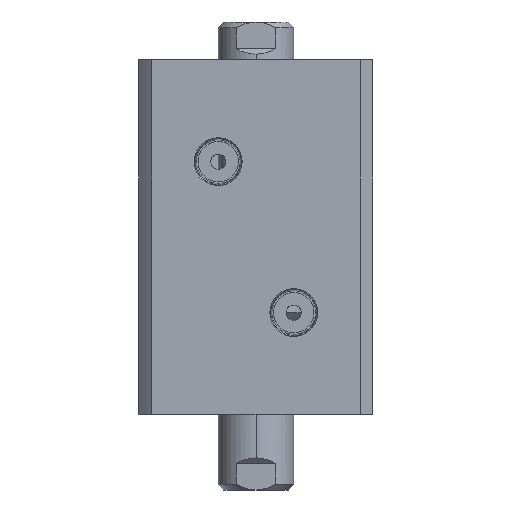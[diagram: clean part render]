
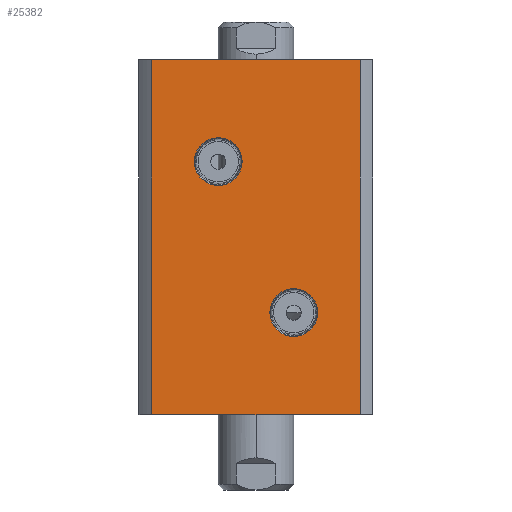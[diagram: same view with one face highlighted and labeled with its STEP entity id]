
A CAD part, left-side view. The second image highlights one B-rep face of the part: STEP entity #25382.
In plain terms, the highlighted planar face has unit normal (-1, 0, 0).
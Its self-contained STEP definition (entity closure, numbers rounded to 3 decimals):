
#122 = CARTESIAN_POINT ( 'NONE',  ( -31., 10., 26.335 ) ) ;
#368 = CARTESIAN_POINT ( 'NONE',  ( -31., 27.591, 47. ) ) ;
#740 = EDGE_CURVE ( 'NONE', #1916, #17818, #2252, .T. ) ;
#814 = VECTOR ( 'NONE', #7383, 1000. ) ;
#995 = CARTESIAN_POINT ( 'NONE',  ( -31., -10., -20. ) ) ;
#1554 = ORIENTED_EDGE ( 'NONE', *, *, #13342, .F. ) ;
#1610 = VECTOR ( 'NONE', #9215, 1000. ) ;
#1916 = VERTEX_POINT ( 'NONE', #9728 ) ;
#2149 = CARTESIAN_POINT ( 'NONE',  ( -31., -10., -26.335 ) ) ;
#2252 = LINE ( 'NONE', #14860, #1610 ) ;
#2763 = FACE_BOUND ( 'NONE', #20008, .T. ) ;
#2954 = ORIENTED_EDGE ( 'NONE', *, *, #6288, .F. ) ;
#3087 = CARTESIAN_POINT ( 'NONE',  ( -31., -10., -20. ) ) ;
#3137 = ORIENTED_EDGE ( 'NONE', *, *, #740, .T. ) ;
#4078 = EDGE_LOOP ( 'NONE', ( #3137, #10610, #1554, #8489 ) ) ;
#4438 = DIRECTION ( 'NONE',  ( 0., 1., 0. ) ) ;
#5176 = DIRECTION ( 'NONE',  ( 0., 0., 1. ) ) ;
#5288 = LINE ( 'NONE', #21279, #24065 ) ;
#5304 = VERTEX_POINT ( 'NONE', #2149 ) ;
#5346 = VERTEX_POINT ( 'NONE', #22764 ) ;
#5541 = CARTESIAN_POINT ( 'NONE',  ( -31., 10., 13.665 ) ) ;
#6288 = EDGE_CURVE ( 'NONE', #16316, #18053, #19578, .T. ) ;
#6530 = DIRECTION ( 'NONE',  ( 0., -1., 0. ) ) ;
#6974 = AXIS2_PLACEMENT_3D ( 'NONE', #25155, #21001, #8592 ) ;
#7160 = CARTESIAN_POINT ( 'NONE',  ( -31., -27.591, -47. ) ) ;
#7383 = DIRECTION ( 'NONE',  ( 0., 0., -1. ) ) ;
#7571 = VERTEX_POINT ( 'NONE', #23002 ) ;
#7644 = EDGE_CURVE ( 'NONE', #25946, #5304, #16654, .T. ) ;
#8221 = EDGE_CURVE ( 'NONE', #7571, #17818, #5288, .T. ) ;
#8489 = ORIENTED_EDGE ( 'NONE', *, *, #25668, .T. ) ;
#8592 = DIRECTION ( 'NONE',  ( 0., 0., 1. ) ) ;
#9215 = DIRECTION ( 'NONE',  ( 0., -1., 0. ) ) ;
#9400 = CARTESIAN_POINT ( 'NONE',  ( -31., 27.591, 47. ) ) ;
#9728 = CARTESIAN_POINT ( 'NONE',  ( -31., 27.591, -47. ) ) ;
#10300 = CARTESIAN_POINT ( 'NONE',  ( -31., 27.591, 47. ) ) ;
#10610 = ORIENTED_EDGE ( 'NONE', *, *, #8221, .F. ) ;
#11452 = AXIS2_PLACEMENT_3D ( 'NONE', #3087, #17574, #5176 ) ;
#11792 = VECTOR ( 'NONE', #6530, 1000. ) ;
#12512 = FACE_OUTER_BOUND ( 'NONE', #4078, .T. ) ;
#12840 = ORIENTED_EDGE ( 'NONE', *, *, #19998, .F. ) ;
#13056 = DIRECTION ( 'NONE',  ( 1., 0., 0. ) ) ;
#13342 = EDGE_CURVE ( 'NONE', #5346, #7571, #20845, .T. ) ;
#13802 = EDGE_CURVE ( 'NONE', #5304, #25946, #19522, .T. ) ;
#14482 = CARTESIAN_POINT ( 'NONE',  ( -31., -10., -13.665 ) ) ;
#14860 = CARTESIAN_POINT ( 'NONE',  ( -31., 27.591, -47. ) ) ;
#15350 = AXIS2_PLACEMENT_3D ( 'NONE', #368, #13056, #4438 ) ;
#15478 = DIRECTION ( 'NONE',  ( 0., 0., 1. ) ) ;
#16316 = VERTEX_POINT ( 'NONE', #122 ) ;
#16514 = CIRCLE ( 'NONE', #17002, 6.335 ) ;
#16654 = CIRCLE ( 'NONE', #26740, 6.335 ) ;
#17002 = AXIS2_PLACEMENT_3D ( 'NONE', #17392, #17476, #23713 ) ;
#17392 = CARTESIAN_POINT ( 'NONE',  ( -31., 10., 20. ) ) ;
#17476 = DIRECTION ( 'NONE',  ( -1., 0., 0. ) ) ;
#17574 = DIRECTION ( 'NONE',  ( -1., 0., 0. ) ) ;
#17818 = VERTEX_POINT ( 'NONE', #7160 ) ;
#17979 = FACE_BOUND ( 'NONE', #24662, .T. ) ;
#18053 = VERTEX_POINT ( 'NONE', #5541 ) ;
#19002 = PLANE ( 'NONE',  #15350 ) ;
#19522 = CIRCLE ( 'NONE', #11452, 6.335 ) ;
#19578 = CIRCLE ( 'NONE', #6974, 6.335 ) ;
#19998 = EDGE_CURVE ( 'NONE', #18053, #16316, #16514, .T. ) ;
#20008 = EDGE_LOOP ( 'NONE', ( #2954, #12840 ) ) ;
#20271 = ORIENTED_EDGE ( 'NONE', *, *, #13802, .F. ) ;
#20845 = LINE ( 'NONE', #10300, #11792 ) ;
#21001 = DIRECTION ( 'NONE',  ( -1., 0., 0. ) ) ;
#21102 = DIRECTION ( 'NONE',  ( 0., 0., -1. ) ) ;
#21279 = CARTESIAN_POINT ( 'NONE',  ( -31., -27.591, 47. ) ) ;
#22764 = CARTESIAN_POINT ( 'NONE',  ( -31., 27.591, 47. ) ) ;
#23002 = CARTESIAN_POINT ( 'NONE',  ( -31., -27.591, 47. ) ) ;
#23155 = ORIENTED_EDGE ( 'NONE', *, *, #7644, .F. ) ;
#23702 = DIRECTION ( 'NONE',  ( -1., 0., 0. ) ) ;
#23713 = DIRECTION ( 'NONE',  ( 0., 0., 1. ) ) ;
#24065 = VECTOR ( 'NONE', #21102, 1000. ) ;
#24662 = EDGE_LOOP ( 'NONE', ( #23155, #20271 ) ) ;
#25092 = LINE ( 'NONE', #9400, #814 ) ;
#25155 = CARTESIAN_POINT ( 'NONE',  ( -31., 10., 20. ) ) ;
#25382 = ADVANCED_FACE ( 'NONE', ( #2763, #17979, #12512 ), #19002, .F. ) ;
#25668 = EDGE_CURVE ( 'NONE', #5346, #1916, #25092, .T. ) ;
#25946 = VERTEX_POINT ( 'NONE', #14482 ) ;
#26740 = AXIS2_PLACEMENT_3D ( 'NONE', #995, #23702, #15478 ) ;
